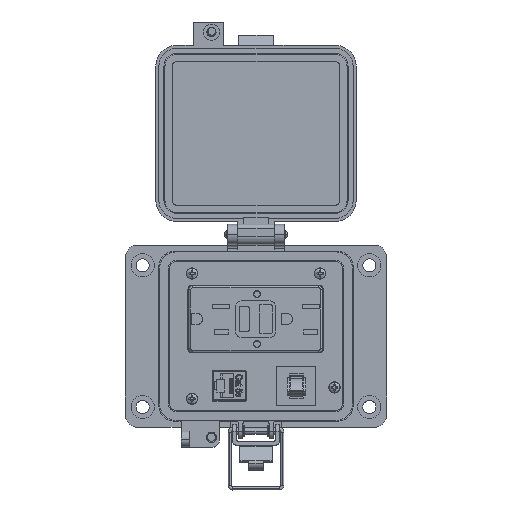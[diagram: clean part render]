
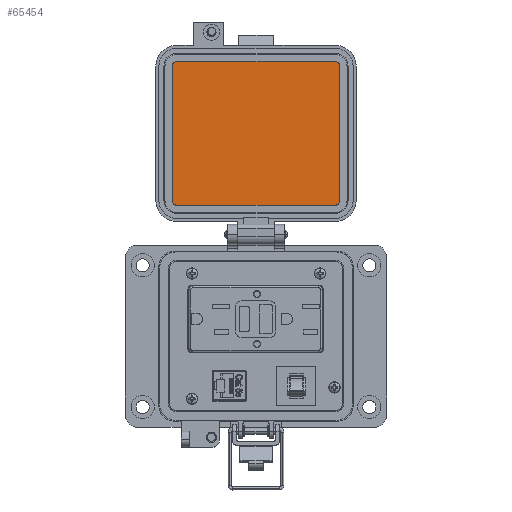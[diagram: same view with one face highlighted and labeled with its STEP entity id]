
A CAD part, top view. The second image highlights one B-rep face of the part: STEP entity #65454.
In plain terms, the highlighted planar face has unit normal (0, 0, 1).
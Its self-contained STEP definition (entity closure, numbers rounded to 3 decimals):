
#3907 = CARTESIAN_POINT ( 'NONE',  ( 35.912, 57.705, 19.202 ) ) ;
#4137 = VECTOR ( 'NONE', #15703, 1000. ) ;
#5170 = CARTESIAN_POINT ( 'NONE',  ( -3.279, 128.688, 19.202 ) ) ;
#8759 = AXIS2_PLACEMENT_3D ( 'NONE', #45665, #112683, #95184 ) ;
#9559 = CARTESIAN_POINT ( 'NONE',  ( 35.912, 60.004, 19.202 ) ) ;
#11145 = VECTOR ( 'NONE', #170237, 1000. ) ;
#15703 = DIRECTION ( 'NONE',  ( -1., 0., 0. ) ) ;
#18558 = CARTESIAN_POINT ( 'NONE',  ( 38.212, 93.196, 19.202 ) ) ;
#22333 = EDGE_LOOP ( 'NONE', ( #183959, #197524, #88079, #71822, #127280, #64889, #140987, #55724 ) ) ;
#25862 = CARTESIAN_POINT ( 'NONE',  ( 35.912, 128.688, 19.202 ) ) ;
#32406 = CARTESIAN_POINT ( 'NONE',  ( 35.912, 126.389, 19.202 ) ) ;
#40529 = CARTESIAN_POINT ( 'NONE',  ( -42.469, 128.688, 19.202 ) ) ;
#43692 = DIRECTION ( 'NONE',  ( 0., -1., 0. ) ) ;
#45665 = CARTESIAN_POINT ( 'NONE',  ( -42.469, 60.004, 19.202 ) ) ;
#50004 = DIRECTION ( 'NONE',  ( 0., 0., -1. ) ) ;
#52568 = PLANE ( 'NONE',  #94656 ) ;
#55724 = ORIENTED_EDGE ( 'NONE', *, *, #86665, .F. ) ;
#62023 = LINE ( 'NONE', #149805, #4137 ) ;
#63715 = AXIS2_PLACEMENT_3D ( 'NONE', #192504, #109016, #91495 ) ;
#64889 = ORIENTED_EDGE ( 'NONE', *, *, #115211, .F. ) ;
#65446 = DIRECTION ( 'NONE',  ( 1., 0., 0. ) ) ;
#65454 = ADVANCED_FACE ( 'NONE', ( #203064 ), #52568, .T. ) ;
#70353 = DIRECTION ( 'NONE',  ( 0., 1., 0. ) ) ;
#71822 = ORIENTED_EDGE ( 'NONE', *, *, #202450, .F. ) ;
#76335 = VERTEX_POINT ( 'NONE', #153191 ) ;
#77708 = CARTESIAN_POINT ( 'NONE',  ( 39.871, 130.108, 19.202 ) ) ;
#78796 = DIRECTION ( 'NONE',  ( 0., 0., 1. ) ) ;
#80220 = LINE ( 'NONE', #18558, #11145 ) ;
#86665 = EDGE_CURVE ( 'NONE', #167348, #117389, #62023, .T. ) ;
#88079 = ORIENTED_EDGE ( 'NONE', *, *, #174286, .F. ) ;
#91495 = DIRECTION ( 'NONE',  ( 0., -1., 0. ) ) ;
#94656 = AXIS2_PLACEMENT_3D ( 'NONE', #77708, #78796, #110659 ) ;
#95184 = DIRECTION ( 'NONE',  ( 1., 0., 0. ) ) ;
#100467 = CIRCLE ( 'NONE', #121391, 2.299 ) ;
#102320 = VECTOR ( 'NONE', #156893, 1000. ) ;
#103329 = EDGE_CURVE ( 'NONE', #145661, #167348, #100467, .T. ) ;
#103360 = CARTESIAN_POINT ( 'NONE',  ( -44.769, 93.196, 19.202 ) ) ;
#106460 = VERTEX_POINT ( 'NONE', #40529 ) ;
#106949 = CARTESIAN_POINT ( 'NONE',  ( -44.769, 60.004, 19.202 ) ) ;
#109016 = DIRECTION ( 'NONE',  ( 0., 0., -1. ) ) ;
#110659 = DIRECTION ( 'NONE',  ( -1., 0., 0. ) ) ;
#112585 = VERTEX_POINT ( 'NONE', #106949 ) ;
#112683 = DIRECTION ( 'NONE',  ( 0., 0., -1. ) ) ;
#113808 = VERTEX_POINT ( 'NONE', #121331 ) ;
#115211 = EDGE_CURVE ( 'NONE', #112585, #76335, #156001, .T. ) ;
#117389 = VERTEX_POINT ( 'NONE', #142991 ) ;
#119583 = LINE ( 'NONE', #5170, #102320 ) ;
#121331 = CARTESIAN_POINT ( 'NONE',  ( 38.212, 126.389, 19.202 ) ) ;
#121391 = AXIS2_PLACEMENT_3D ( 'NONE', #9559, #146915, #43692 ) ;
#125225 = CARTESIAN_POINT ( 'NONE',  ( 38.212, 60.004, 19.202 ) ) ;
#127280 = ORIENTED_EDGE ( 'NONE', *, *, #139731, .F. ) ;
#136970 = VERTEX_POINT ( 'NONE', #25862 ) ;
#139731 = EDGE_CURVE ( 'NONE', #76335, #106460, #158408, .T. ) ;
#140987 = ORIENTED_EDGE ( 'NONE', *, *, #174243, .F. ) ;
#142991 = CARTESIAN_POINT ( 'NONE',  ( -42.469, 57.705, 19.202 ) ) ;
#145661 = VERTEX_POINT ( 'NONE', #125225 ) ;
#146915 = DIRECTION ( 'NONE',  ( 0., 0., -1. ) ) ;
#149805 = CARTESIAN_POINT ( 'NONE',  ( -3.279, 57.705, 19.202 ) ) ;
#153191 = CARTESIAN_POINT ( 'NONE',  ( -44.769, 126.389, 19.202 ) ) ;
#156001 = LINE ( 'NONE', #103360, #208313 ) ;
#156893 = DIRECTION ( 'NONE',  ( 1., 0., 0. ) ) ;
#158408 = CIRCLE ( 'NONE', #63715, 2.299 ) ;
#167348 = VERTEX_POINT ( 'NONE', #3907 ) ;
#170237 = DIRECTION ( 'NONE',  ( 0., -1., 0. ) ) ;
#173715 = AXIS2_PLACEMENT_3D ( 'NONE', #32406, #50004, #65446 ) ;
#174243 = EDGE_CURVE ( 'NONE', #117389, #112585, #198327, .T. ) ;
#174286 = EDGE_CURVE ( 'NONE', #136970, #113808, #180796, .T. ) ;
#180796 = CIRCLE ( 'NONE', #173715, 2.299 ) ;
#182916 = EDGE_CURVE ( 'NONE', #113808, #145661, #80220, .T. ) ;
#183959 = ORIENTED_EDGE ( 'NONE', *, *, #103329, .F. ) ;
#192504 = CARTESIAN_POINT ( 'NONE',  ( -42.469, 126.389, 19.202 ) ) ;
#197524 = ORIENTED_EDGE ( 'NONE', *, *, #182916, .F. ) ;
#198327 = CIRCLE ( 'NONE', #8759, 2.299 ) ;
#202450 = EDGE_CURVE ( 'NONE', #106460, #136970, #119583, .T. ) ;
#203064 = FACE_OUTER_BOUND ( 'NONE', #22333, .T. ) ;
#208313 = VECTOR ( 'NONE', #70353, 1000. ) ;
